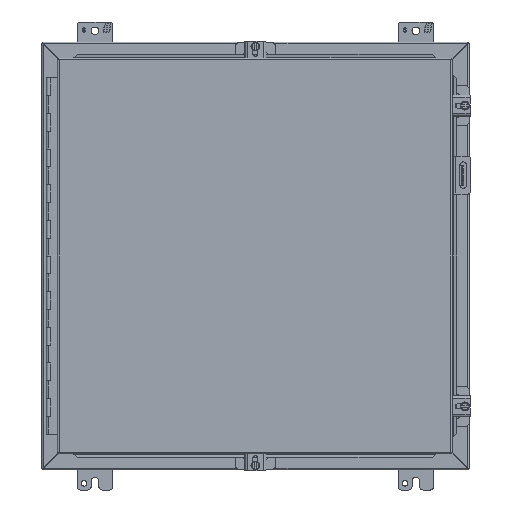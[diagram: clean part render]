
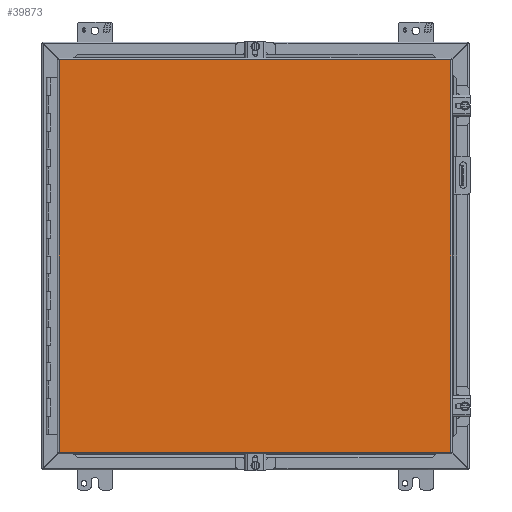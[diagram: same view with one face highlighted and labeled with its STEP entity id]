
A CAD part, front view. The second image highlights one B-rep face of the part: STEP entity #39873.
In plain terms, the highlighted planar face has unit normal (0, -1, 0).
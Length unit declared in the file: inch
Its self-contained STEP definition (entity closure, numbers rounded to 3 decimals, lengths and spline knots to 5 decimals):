
#279 = LINE ( 'NONE', #35938, #31856 ) ;
#362 = VECTOR ( 'NONE', #15868, 39.37008 ) ;
#2124 = ORIENTED_EDGE ( 'NONE', *, *, #31976, .F. ) ;
#2864 = CARTESIAN_POINT ( 'NONE',  ( -11.017, -13.21, -10.9945 ) ) ;
#3476 = EDGE_CURVE ( 'NONE', #15878, #43128, #21073, .T. ) ;
#4466 = ORIENTED_EDGE ( 'NONE', *, *, #3476, .F. ) ;
#5474 = CARTESIAN_POINT ( 'NONE',  ( -11.017, -13.21, 10.9945 ) ) ;
#5713 = LINE ( 'NONE', #5474, #362 ) ;
#9157 = ORIENTED_EDGE ( 'NONE', *, *, #36077, .F. ) ;
#10309 = DIRECTION ( 'NONE',  ( 0., 0., -1. ) ) ;
#10909 = DIRECTION ( 'NONE',  ( 0., 0., 1. ) ) ;
#12984 = VECTOR ( 'NONE', #38510, 39.37008 ) ;
#13362 = CARTESIAN_POINT ( 'NONE',  ( -11.017, -13.21, -10.9945 ) ) ;
#13893 = ORIENTED_EDGE ( 'NONE', *, *, #36704, .F. ) ;
#13953 = DIRECTION ( 'NONE',  ( 0., 0., -1. ) ) ;
#15868 = DIRECTION ( 'NONE',  ( 1., 0., 0. ) ) ;
#15878 = VERTEX_POINT ( 'NONE', #33688 ) ;
#20384 = EDGE_LOOP ( 'NONE', ( #9157, #13893, #2124, #4466 ) ) ;
#21073 = LINE ( 'NONE', #28383, #12984 ) ;
#21706 = VERTEX_POINT ( 'NONE', #46570 ) ;
#28132 = VERTEX_POINT ( 'NONE', #46663 ) ;
#28383 = CARTESIAN_POINT ( 'NONE',  ( 10.955, -13.21, -10.9945 ) ) ;
#30612 = AXIS2_PLACEMENT_3D ( 'NONE', #2864, #46298, #13953 ) ;
#31856 = VECTOR ( 'NONE', #10909, 39.37008 ) ;
#31914 = FACE_OUTER_BOUND ( 'NONE', #20384, .T. ) ;
#31976 = EDGE_CURVE ( 'NONE', #43128, #28132, #279, .T. ) ;
#32148 = PLANE ( 'NONE',  #30612 ) ;
#33688 = CARTESIAN_POINT ( 'NONE',  ( 10.955, -13.21, -10.9945 ) ) ;
#35013 = VECTOR ( 'NONE', #10309, 39.37008 ) ;
#35938 = CARTESIAN_POINT ( 'NONE',  ( -11.017, -13.21, -10.9945 ) ) ;
#36077 = EDGE_CURVE ( 'NONE', #21706, #15878, #42897, .T. ) ;
#36704 = EDGE_CURVE ( 'NONE', #28132, #21706, #5713, .T. ) ;
#38510 = DIRECTION ( 'NONE',  ( -1., 0., 0. ) ) ;
#39339 = CARTESIAN_POINT ( 'NONE',  ( 10.955, -13.21, 10.9945 ) ) ;
#39873 = ADVANCED_FACE ( 'NONE', ( #31914 ), #32148, .T. ) ;
#42897 = LINE ( 'NONE', #39339, #35013 ) ;
#43128 = VERTEX_POINT ( 'NONE', #13362 ) ;
#46298 = DIRECTION ( 'NONE',  ( 0., -1., 0. ) ) ;
#46570 = CARTESIAN_POINT ( 'NONE',  ( 10.955, -13.21, 10.9945 ) ) ;
#46663 = CARTESIAN_POINT ( 'NONE',  ( -11.017, -13.21, 10.9945 ) ) ;
